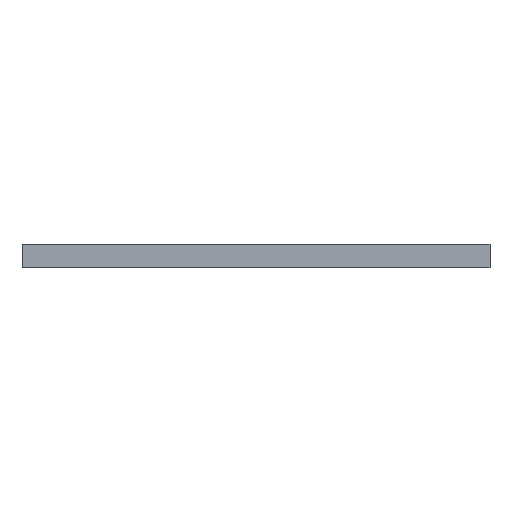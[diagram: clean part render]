
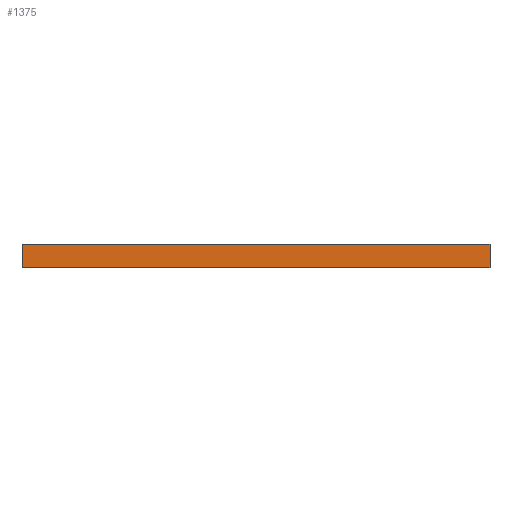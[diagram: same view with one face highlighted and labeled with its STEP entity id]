
A CAD part, front view. The second image highlights one B-rep face of the part: STEP entity #1375.
In plain terms, the highlighted planar face has unit normal (0, -1, 0).
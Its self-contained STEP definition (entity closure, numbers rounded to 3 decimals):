
#126=PLANE('',#1555);
#185=FACE_OUTER_BOUND('',#244,.T.);
#244=EDGE_LOOP('',(#1095,#1096,#1097,#1098));
#413=LINE('',#2295,#478);
#414=LINE('',#2298,#479);
#415=LINE('',#2300,#480);
#416=LINE('',#2301,#481);
#478=VECTOR('',#1945,10.);
#479=VECTOR('',#1948,10.);
#480=VECTOR('',#1949,10.);
#481=VECTOR('',#1950,10.);
#700=VERTEX_POINT('',#2291);
#701=VERTEX_POINT('',#2293);
#702=VERTEX_POINT('',#2297);
#703=VERTEX_POINT('',#2299);
#869=EDGE_CURVE('',#700,#701,#413,.T.);
#870=EDGE_CURVE('',#702,#700,#414,.T.);
#871=EDGE_CURVE('',#703,#701,#415,.T.);
#872=EDGE_CURVE('',#702,#703,#416,.T.);
#1095=ORIENTED_EDGE('',*,*,#870,.T.);
#1096=ORIENTED_EDGE('',*,*,#869,.T.);
#1097=ORIENTED_EDGE('',*,*,#871,.F.);
#1098=ORIENTED_EDGE('',*,*,#872,.F.);
#1375=ADVANCED_FACE('',(#185),#126,.T.);
#1555=AXIS2_PLACEMENT_3D('',#2296,#1946,#1947);
#1945=DIRECTION('',(0.,0.,1.));
#1946=DIRECTION('center_axis',(0.,-1.,
0.));
#1947=DIRECTION('ref_axis',(1.,0.,0.));
#1948=DIRECTION('',(1.,0.,0.));
#1949=DIRECTION('',(1.,0.,0.));
#1950=DIRECTION('',(0.,0.,1.));
#2291=CARTESIAN_POINT('',(31.022,0.01,0.));
#2293=CARTESIAN_POINT('',(31.022,0.01,1.57));
#2295=CARTESIAN_POINT('',(31.022,0.01,0.));
#2296=CARTESIAN_POINT('Origin',(0.,0.,0.));
#2297=CARTESIAN_POINT('',(0.,0.,0.));
#2298=CARTESIAN_POINT('',(0.,0.,0.));
#2299=CARTESIAN_POINT('',(0.,0.,1.57));
#2300=CARTESIAN_POINT('',(0.,0.,1.57));
#2301=CARTESIAN_POINT('',(0.,0.,0.));
